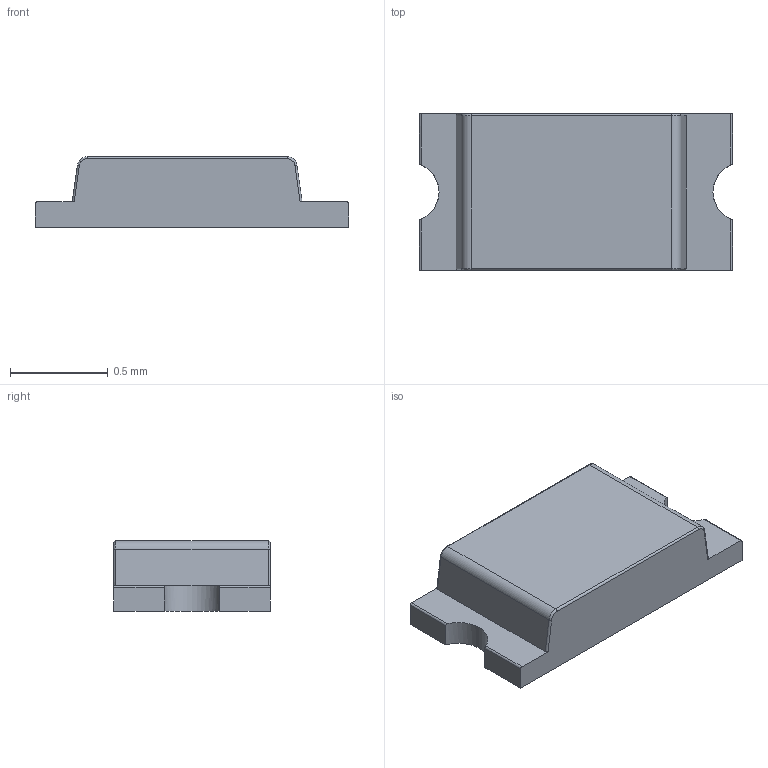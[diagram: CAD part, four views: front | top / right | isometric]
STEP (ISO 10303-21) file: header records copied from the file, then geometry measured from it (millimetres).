
FILE_DESCRIPTION(('FreeCAD Model'),'2;1');
FILE_NAME('led_chip_0603_blue.step','2017-01-20T10:27:38', ('Author'),(''),'Open CASCADE STEP processor 6.8','FreeCAD','Unknown' );
FILE_SCHEMA(('AUTOMOTIVE_DESIGN_CC2 { 1 2 10303 214 -1 1 5 4 }'));
Length unit declared in the file: millimetre
Products named in the file (2): ASSEMBLY; led_chip_0603_blue
Assembly tree (1 placements, depth 2):
  ASSEMBLY
    led_chip_0603_blue
Bounding box: 1.6 x 0.8 x 0.36 mm (x, y, z)
Volume: 0.4 mm3; surface area: 3.9 mm2
Topology: 1 solids, 1 shells, 30 faces, 80 edges, 52 vertices
Faces by surface type: cylinder 14, plane 12, bspline 4
Entity records: 4225 total; most frequent: CARTESIAN_POINT 2580, DIRECTION 214, ORIENTED_EDGE 160, PCURVE 160, DEFINITIONAL_REPRESENTATION 160, LINE 106, VECTOR 106, B_SPLINE_CURVE_WITH_KNOTS 86
